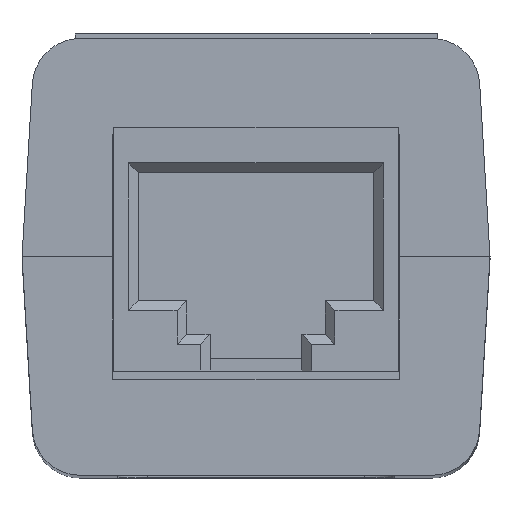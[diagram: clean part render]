
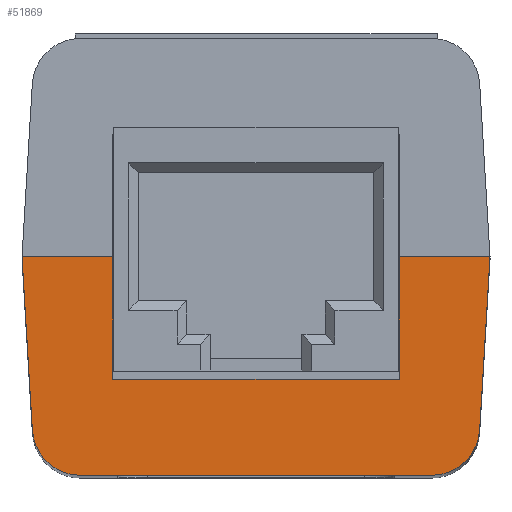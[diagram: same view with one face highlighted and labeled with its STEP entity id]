
A CAD part, top view. The second image highlights one B-rep face of the part: STEP entity #51869.
In plain terms, the highlighted planar face has unit normal (0, 0, 1).
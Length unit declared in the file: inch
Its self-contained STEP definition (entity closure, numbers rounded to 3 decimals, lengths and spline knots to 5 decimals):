
#353 = CARTESIAN_POINT ( 'NONE',  ( -0.49107, 0.453, 1.667 ) ) ;
#1119 = CIRCLE ( 'NONE', #117345, 0.1 ) ;
#1898 = CARTESIAN_POINT ( 'NONE',  ( 0.46386, 0.35895, 1.667 ) ) ;
#2001 = EDGE_CURVE ( 'NONE', #59153, #23329, #90080, .T. ) ;
#3638 = DIRECTION ( 'NONE',  ( 0., 1., 0. ) ) ;
#7628 = EDGE_CURVE ( 'NONE', #125485, #99231, #51711, .T. ) ;
#12925 = EDGE_CURVE ( 'NONE', #14037, #54048, #131417, .T. ) ;
#13650 = EDGE_CURVE ( 'NONE', #66140, #97306, #103401, .T. ) ;
#14037 = VERTEX_POINT ( 'NONE', #115163 ) ;
#15310 = LINE ( 'NONE', #147707, #133824 ) ;
#17185 = CARTESIAN_POINT ( 'NONE',  ( 0.39138, 0., 1.667 ) ) ;
#17474 = CARTESIAN_POINT ( 'NONE',  ( 0.2975, 0., 1.667 ) ) ;
#19596 = FACE_OUTER_BOUND ( 'NONE', #95084, .T. ) ;
#19670 = EDGE_CURVE ( 'NONE', #97306, #125485, #1119, .T. ) ;
#19992 = EDGE_CURVE ( 'NONE', #23329, #66140, #50880, .T. ) ;
#21337 = DIRECTION ( 'NONE',  ( -1., 0., 0. ) ) ;
#23329 = VERTEX_POINT ( 'NONE', #1898 ) ;
#23559 = CARTESIAN_POINT ( 'NONE',  ( 0.2975, 0.12675, 1.667 ) ) ;
#26737 = DIRECTION ( 'NONE',  ( -0.059, -0.998, 0. ) ) ;
#30915 = VERTEX_POINT ( 'NONE', #17474 ) ;
#31900 = VECTOR ( 'NONE', #122833, 39.37008 ) ;
#33368 = EDGE_CURVE ( 'NONE', #54048, #71922, #138122, .T. ) ;
#37456 = CARTESIAN_POINT ( 'NONE',  ( 0.48525, 0., 1.667 ) ) ;
#37858 = CARTESIAN_POINT ( 'NONE',  ( 0.36403, 0.453, 1.667 ) ) ;
#40419 = PLANE ( 'NONE',  #80088 ) ;
#44315 = CARTESIAN_POINT ( 'NONE',  ( -0.46386, 0.35895, 1.667 ) ) ;
#44519 = CARTESIAN_POINT ( 'NONE',  ( 0.47455, 0.17947, 1.667 ) ) ;
#46966 = EDGE_CURVE ( 'NONE', #71922, #30915, #57284, .T. ) ;
#50880 = CIRCLE ( 'NONE', #96462, 0.1 ) ;
#51711 = LINE ( 'NONE', #145726, #118432 ) ;
#51869 = ADVANCED_FACE ( 'NONE', ( #19596 ), #40419, .T. ) ;
#54048 = VERTEX_POINT ( 'NONE', #133526 ) ;
#54881 = VECTOR ( 'NONE', #68354, 39.37008 ) ;
#57284 = LINE ( 'NONE', #23559, #72122 ) ;
#59153 = VERTEX_POINT ( 'NONE', #37456 ) ;
#60413 = ORIENTED_EDGE ( 'NONE', *, *, #71710, .T. ) ;
#62380 = ORIENTED_EDGE ( 'NONE', *, *, #19670, .T. ) ;
#66140 = VERTEX_POINT ( 'NONE', #37858 ) ;
#68354 = DIRECTION ( 'NONE',  ( -0.059, 0.998, 0. ) ) ;
#71710 = EDGE_CURVE ( 'NONE', #99231, #14037, #15310, .T. ) ;
#71922 = VERTEX_POINT ( 'NONE', #141439 ) ;
#72122 = VECTOR ( 'NONE', #151401, 39.37008 ) ;
#74581 = DIRECTION ( 'NONE',  ( -1., 0., 0. ) ) ;
#76711 = DIRECTION ( 'NONE',  ( 0., 0., 1. ) ) ;
#77227 = CARTESIAN_POINT ( 'NONE',  ( -0.49107, 0., 1.667 ) ) ;
#80088 = AXIS2_PLACEMENT_3D ( 'NONE', #77227, #76711, #137208 ) ;
#85006 = ORIENTED_EDGE ( 'NONE', *, *, #12925, .T. ) ;
#85442 = CARTESIAN_POINT ( 'NONE',  ( -0.2975, 0.12675, 1.667 ) ) ;
#89094 = ORIENTED_EDGE ( 'NONE', *, *, #7628, .T. ) ;
#90080 = LINE ( 'NONE', #44519, #54881 ) ;
#92221 = CARTESIAN_POINT ( 'NONE',  ( -0.36403, 0.353, 1.667 ) ) ;
#94267 = CARTESIAN_POINT ( 'NONE',  ( 0., 0.2535, 1.667 ) ) ;
#95084 = EDGE_LOOP ( 'NONE', ( #110968, #98141, #95484, #62380, #89094, #60413, #85006, #108039, #117188, #131008 ) ) ;
#95484 = ORIENTED_EDGE ( 'NONE', *, *, #13650, .T. ) ;
#95671 = CARTESIAN_POINT ( 'NONE',  ( -0.36403, 0.453, 1.667 ) ) ;
#95952 = VECTOR ( 'NONE', #131279, 39.37008 ) ;
#96462 = AXIS2_PLACEMENT_3D ( 'NONE', #122667, #147460, #74581 ) ;
#97306 = VERTEX_POINT ( 'NONE', #95671 ) ;
#98141 = ORIENTED_EDGE ( 'NONE', *, *, #19992, .T. ) ;
#99231 = VERTEX_POINT ( 'NONE', #122676 ) ;
#103401 = LINE ( 'NONE', #353, #95952 ) ;
#107188 = DIRECTION ( 'NONE',  ( 1., 0., 0. ) ) ;
#108039 = ORIENTED_EDGE ( 'NONE', *, *, #33368, .T. ) ;
#110968 = ORIENTED_EDGE ( 'NONE', *, *, #2001, .T. ) ;
#115163 = CARTESIAN_POINT ( 'NONE',  ( -0.2975, 0., 1.667 ) ) ;
#117188 = ORIENTED_EDGE ( 'NONE', *, *, #46966, .T. ) ;
#117345 = AXIS2_PLACEMENT_3D ( 'NONE', #92221, #126441, #21337 ) ;
#118432 = VECTOR ( 'NONE', #26737, 39.37008 ) ;
#122667 = CARTESIAN_POINT ( 'NONE',  ( 0.36403, 0.353, 1.667 ) ) ;
#122676 = CARTESIAN_POINT ( 'NONE',  ( -0.48525, 0., 1.667 ) ) ;
#122833 = DIRECTION ( 'NONE',  ( 1., 0., 0. ) ) ;
#125485 = VERTEX_POINT ( 'NONE', #44315 ) ;
#125497 = DIRECTION ( 'NONE',  ( 1., 0., 0. ) ) ;
#126441 = DIRECTION ( 'NONE',  ( 0., 0., 1. ) ) ;
#131008 = ORIENTED_EDGE ( 'NONE', *, *, #152698, .T. ) ;
#131279 = DIRECTION ( 'NONE',  ( -1., 0., 0. ) ) ;
#131417 = LINE ( 'NONE', #85442, #138905 ) ;
#133526 = CARTESIAN_POINT ( 'NONE',  ( -0.2975, 0.2535, 1.667 ) ) ;
#133824 = VECTOR ( 'NONE', #125497, 39.37008 ) ;
#137208 = DIRECTION ( 'NONE',  ( 1., 0., 0. ) ) ;
#138122 = LINE ( 'NONE', #94267, #152914 ) ;
#138905 = VECTOR ( 'NONE', #3638, 39.37008 ) ;
#141439 = CARTESIAN_POINT ( 'NONE',  ( 0.2975, 0.2535, 1.667 ) ) ;
#145726 = CARTESIAN_POINT ( 'NONE',  ( -0.46386, 0.35895, 1.667 ) ) ;
#147460 = DIRECTION ( 'NONE',  ( 0., 0., 1. ) ) ;
#147707 = CARTESIAN_POINT ( 'NONE',  ( -0.39138, 0., 1.667 ) ) ;
#148607 = LINE ( 'NONE', #17185, #31900 ) ;
#151401 = DIRECTION ( 'NONE',  ( 0., -1., 0. ) ) ;
#152698 = EDGE_CURVE ( 'NONE', #30915, #59153, #148607, .T. ) ;
#152914 = VECTOR ( 'NONE', #107188, 39.37008 ) ;
